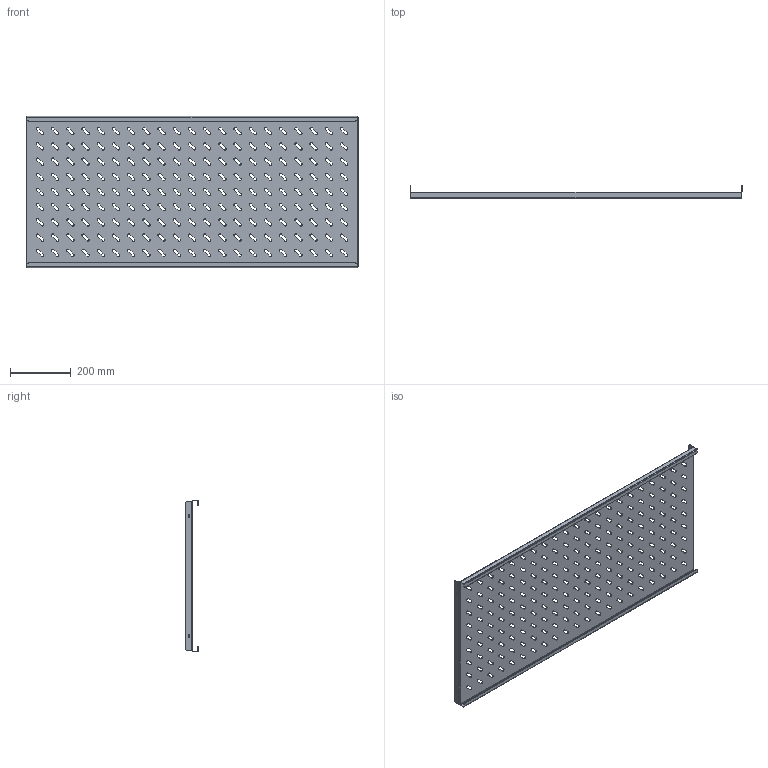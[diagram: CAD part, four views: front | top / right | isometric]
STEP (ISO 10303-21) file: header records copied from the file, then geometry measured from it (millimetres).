
FILE_DESCRIPTION (( 'STEP AP214' ), '1' );
FILE_NAME ('945.227.STEP', '2024-09-23T06:59:53', ( '' ), ( '' ), 'SwSTEP 2.0', 'SolidWorks 2021', '' );
FILE_SCHEMA (( 'AUTOMOTIVE_DESIGN' ));
Length unit declared in the file: millimetre
Products named in the file (1): 945.227
Bounding box: 1092 x 41 x 497 mm (x, y, z)
Volume: 872081.8 mm3; surface area: 1188007.7 mm2
Topology: 1 solids, 1 shells, 1013 faces, 3005 edges, 1994 vertices
Faces by surface type: cylinder 595, plane 418
Entity records: 35131 total; most frequent: DIRECTION 6223, CARTESIAN_POINT 6013, ORIENTED_EDGE 6010, EDGE_CURVE 3005, AXIS2_PLACEMENT_3D 2204, VERTEX_POINT 1994, VECTOR 1815, LINE 1815
